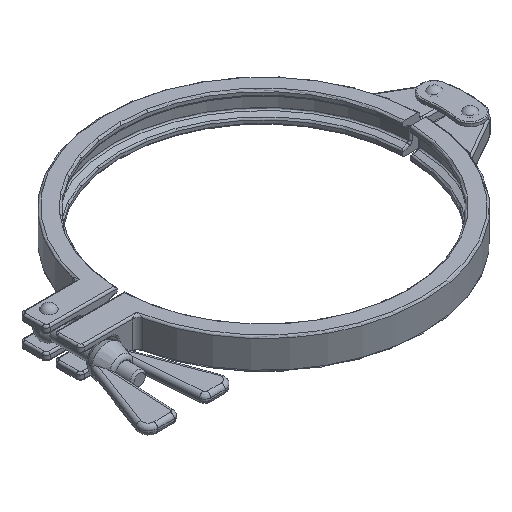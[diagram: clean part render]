
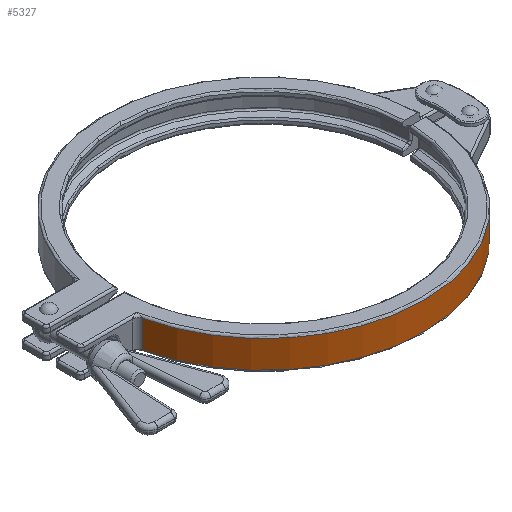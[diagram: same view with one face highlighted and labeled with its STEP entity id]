
A CAD part, isometric view. The second image highlights one B-rep face of the part: STEP entity #5327.
In plain terms, the highlighted cylindrical face has radius 84.5 mm (diameter 169 mm), a partial arc.
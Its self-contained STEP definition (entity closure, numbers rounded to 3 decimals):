
#4838=CARTESIAN_POINT('',(-82.484,18.349,-7.25));
#4839=VERTEX_POINT('',#4838);
#4857=CARTESIAN_POINT('',(-82.484,18.349,7.25));
#4858=VERTEX_POINT('',#4857);
#4866=CARTESIAN_POINT('',(-82.484,18.349,7.25));
#4867=DIRECTION('',(0.0,0.0,-1.0));
#4868=VECTOR('',#4867,14.5);
#4869=LINE('',#4866,#4868);
#4870=EDGE_CURVE('',#4858,#4839,#4869,.T.);
#5164=CARTESIAN_POINT('',(84.476,2.,-7.25));
#5165=VERTEX_POINT('',#5164);
#5166=CARTESIAN_POINT('',(0.0,0.0,-7.25));
#5167=DIRECTION('',(0.0,0.0,-1.0));
#5168=DIRECTION('',(0.083,0.997,0.0));
#5169=AXIS2_PLACEMENT_3D('',#5166,#5167,#5168);
#5170=CIRCLE('',#5169,84.5);
#5171=EDGE_CURVE('',#4839,#5165,#5170,.T.);
#5210=CARTESIAN_POINT('',(0.0,0.0,0.0));
#5211=DIRECTION('',(0.0,0.0,1.0));
#5212=DIRECTION('',(0.935,0.355,0.0));
#5213=AXIS2_PLACEMENT_3D('',#5210,#5211,#5212);
#5214=CYLINDRICAL_SURFACE('',#5213,84.5);
#5215=ORIENTED_EDGE('',*,*,#4870,.F.);
#5216=CARTESIAN_POINT('',(84.476,2.,7.25));
#5217=VERTEX_POINT('',#5216);
#5218=CARTESIAN_POINT('',(0.0,0.0,7.25));
#5219=DIRECTION('',(0.0,0.0,1.0));
#5220=DIRECTION('',(0.083,0.997,0.0));
#5221=AXIS2_PLACEMENT_3D('',#5218,#5219,#5220);
#5222=CIRCLE('',#5221,84.5);
#5223=EDGE_CURVE('',#5217,#4858,#5222,.T.);
#5224=ORIENTED_EDGE('',*,*,#5223,.F.);
#5225=CARTESIAN_POINT('',(84.476,2.,6.345));
#5226=VERTEX_POINT('',#5225);
#5227=CARTESIAN_POINT('',(84.476,2.,7.25));
#5228=DIRECTION('',(0.,0.,-1.0));
#5229=VECTOR('',#5228,0.905);
#5230=LINE('',#5227,#5229);
#5231=EDGE_CURVE('',#5217,#5226,#5230,.T.);
#5232=ORIENTED_EDGE('',*,*,#5231,.T.);
#5233=CARTESIAN_POINT('',(84.449,2.931,6.5));
#5234=VERTEX_POINT('',#5233);
#5235=CARTESIAN_POINT('',(84.449,2.931,6.5));
#5236=CARTESIAN_POINT('',(84.46,2.616,6.5));
#5237=CARTESIAN_POINT('',(84.469,2.3,6.447));
#5238=CARTESIAN_POINT('',(84.476,2.,6.345));
#5239=B_SPLINE_CURVE_WITH_KNOTS('',3,(#5235,#5236,#5237,#5238),.UNSPECIFIED.,.F.,.U.,(4,4),(3.754,3.851),.UNSPECIFIED.);
#5240=EDGE_CURVE('',#5234,#5226,#5239,.T.);
#5241=ORIENTED_EDGE('',*,*,#5240,.F.);
#5242=CARTESIAN_POINT('',(80.269,26.403,6.5));
#5243=VERTEX_POINT('',#5242);
#5244=CARTESIAN_POINT('',(0.0,0.0,6.5));
#5245=DIRECTION('',(0.0,0.0,-1.));
#5246=DIRECTION('',(0.982,0.189,0.0));
#5247=AXIS2_PLACEMENT_3D('',#5244,#5245,#5246);
#5248=CIRCLE('',#5247,84.5);
#5249=EDGE_CURVE('',#5243,#5234,#5248,.T.);
#5250=ORIENTED_EDGE('',*,*,#5249,.F.);
#5251=CARTESIAN_POINT('',(78.737,30.672,3.5));
#5252=VERTEX_POINT('',#5251);
#5253=CARTESIAN_POINT('',(78.737,30.672,3.5));
#5254=CARTESIAN_POINT('',(78.737,30.672,3.644));
#5255=CARTESIAN_POINT('',(78.749,30.641,3.934));
#5256=CARTESIAN_POINT('',(78.817,30.466,4.481));
#5257=CARTESIAN_POINT('',(78.908,30.228,4.841));
#5258=CARTESIAN_POINT('',(78.98,30.041,5.056));
#5259=CARTESIAN_POINT('',(78.984,30.03,5.069));
#5260=CARTESIAN_POINT('',(78.992,30.009,5.091));
#5261=CARTESIAN_POINT('',(79.007,29.969,5.136));
#5262=CARTESIAN_POINT('',(79.039,29.885,5.223));
#5263=CARTESIAN_POINT('',(79.086,29.76,5.342));
#5264=CARTESIAN_POINT('',(79.135,29.628,5.452));
#5265=CARTESIAN_POINT('',(79.176,29.52,5.536));
#5266=CARTESIAN_POINT('',(79.258,29.299,5.698));
#5267=CARTESIAN_POINT('',(79.354,29.039,5.855));
#5268=CARTESIAN_POINT('',(79.617,28.314,6.209));
#5269=CARTESIAN_POINT('',(79.914,27.47,6.445));
#5270=CARTESIAN_POINT('',(80.181,26.67,6.5));
#5271=CARTESIAN_POINT('',(80.269,26.403,6.5));
#5272=B_SPLINE_CURVE_WITH_KNOTS('',3,(#5253,#5254,#5255,#5256,#5257,#5258,#5259,#5260,#5261,#5262,#5263,#5264,#5265,#5266,#5267,#5268,#5269,#5270,#5271),.UNSPECIFIED.,.F.,.U.,(4,1,1,1,1,1,1,1,1,1,1,1,1,1,1,1,4),(0.0,0.043,0.086,0.172,0.174,0.175,0.178,0.183,0.194,0.216,0.237,0.248,0.259,0.323,0.345,0.517,0.603),.UNSPECIFIED.);
#5273=EDGE_CURVE('',#5252,#5243,#5272,.T.);
#5274=ORIENTED_EDGE('',*,*,#5273,.F.);
#5275=CARTESIAN_POINT('',(78.737,30.672,-3.5));
#5276=VERTEX_POINT('',#5275);
#5277=CARTESIAN_POINT('',(78.737,30.672,-3.5));
#5278=DIRECTION('',(0.0,0.0,1.0));
#5279=VECTOR('',#5278,7.);
#5280=LINE('',#5277,#5279);
#5281=EDGE_CURVE('',#5276,#5252,#5280,.T.);
#5282=ORIENTED_EDGE('',*,*,#5281,.F.);
#5283=CARTESIAN_POINT('',(80.269,26.403,-6.5));
#5284=VERTEX_POINT('',#5283);
#5285=CARTESIAN_POINT('',(80.269,26.403,-6.5));
#5286=CARTESIAN_POINT('',(80.181,26.67,-6.5));
#5287=CARTESIAN_POINT('',(79.914,27.468,-6.445));
#5288=CARTESIAN_POINT('',(79.549,28.509,-6.156));
#5289=CARTESIAN_POINT('',(79.246,29.332,-5.689));
#5290=CARTESIAN_POINT('',(79.105,29.708,-5.391));
#5291=CARTESIAN_POINT('',(79.03,29.908,-5.201));
#5292=CARTESIAN_POINT('',(78.923,30.19,-4.899));
#5293=CARTESIAN_POINT('',(78.817,30.466,-4.482));
#5294=CARTESIAN_POINT('',(78.749,30.641,-3.935));
#5295=CARTESIAN_POINT('',(78.737,30.672,-3.644));
#5296=CARTESIAN_POINT('',(78.737,30.672,-3.5));
#5297=B_SPLINE_CURVE_WITH_KNOTS('',3,(#5285,#5286,#5287,#5288,#5289,#5290,#5291,#5292,#5293,#5294,#5295,#5296),.UNSPECIFIED.,.F.,.U.,(4,1,1,1,1,1,1,1,1,4),(0.0,0.086,0.259,0.345,0.388,0.41,0.431,0.518,0.561,0.604),.UNSPECIFIED.);
#5298=EDGE_CURVE('',#5284,#5276,#5297,.T.);
#5299=ORIENTED_EDGE('',*,*,#5298,.F.);
#5300=CARTESIAN_POINT('',(84.449,2.931,-6.5));
#5301=VERTEX_POINT('',#5300);
#5302=CARTESIAN_POINT('',(0.0,0.0,-6.5));
#5303=DIRECTION('',(0.0,0.0,1.));
#5304=DIRECTION('',(0.982,0.189,0.0));
#5305=AXIS2_PLACEMENT_3D('',#5302,#5303,#5304);
#5306=CIRCLE('',#5305,84.5);
#5307=EDGE_CURVE('',#5301,#5284,#5306,.T.);
#5308=ORIENTED_EDGE('',*,*,#5307,.F.);
#5309=CARTESIAN_POINT('',(84.476,2.,-6.345));
#5310=VERTEX_POINT('',#5309);
#5311=CARTESIAN_POINT('',(84.476,2.,-6.344));
#5312=CARTESIAN_POINT('',(84.469,2.3,-6.447));
#5313=CARTESIAN_POINT('',(84.46,2.616,-6.5));
#5314=CARTESIAN_POINT('',(84.449,2.931,-6.5));
#5315=B_SPLINE_CURVE_WITH_KNOTS('',3,(#5311,#5312,#5313,#5314),.UNSPECIFIED.,.F.,.U.,(4,4),(-0.097,0.),.UNSPECIFIED.);
#5316=EDGE_CURVE('',#5310,#5301,#5315,.T.);
#5317=ORIENTED_EDGE('',*,*,#5316,.F.);
#5318=CARTESIAN_POINT('',(84.476,2.,-6.345));
#5319=DIRECTION('',(0.,0.,-1.0));
#5320=VECTOR('',#5319,0.905);
#5321=LINE('',#5318,#5320);
#5322=EDGE_CURVE('',#5310,#5165,#5321,.T.);
#5323=ORIENTED_EDGE('',*,*,#5322,.T.);
#5324=ORIENTED_EDGE('',*,*,#5171,.F.);
#5325=EDGE_LOOP('',(#5215,#5224,#5232,#5241,#5250,#5274,#5282,#5299,#5308,#5317,#5323,#5324));
#5326=FACE_OUTER_BOUND('',#5325,.T.);
#5327=ADVANCED_FACE('',(#5326),#5214,.T.);
